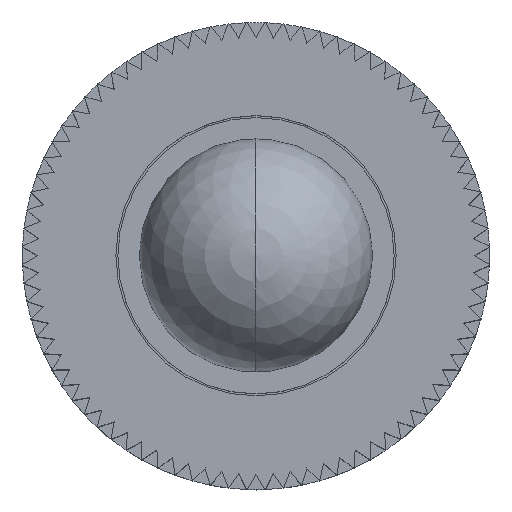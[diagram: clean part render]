
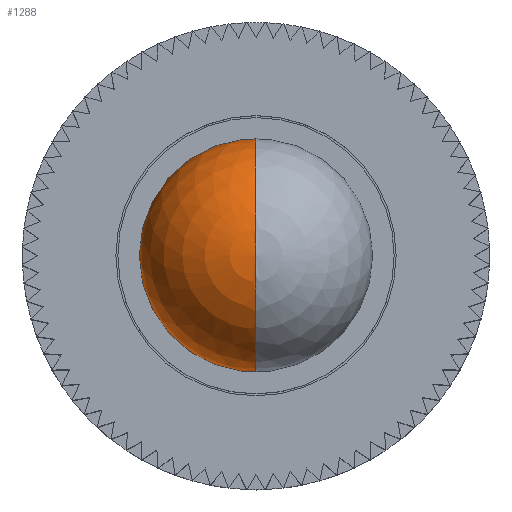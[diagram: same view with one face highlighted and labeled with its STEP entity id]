
A CAD part, top view. The second image highlights one B-rep face of the part: STEP entity #1288.
In plain terms, the highlighted spherical face has radius 1.5 mm.
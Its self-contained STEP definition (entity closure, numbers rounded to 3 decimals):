
#1288=ADVANCED_FACE('',(#2586),#2587,.T.);
#2586=FACE_OUTER_BOUND('',#3895,.T.);
#2587=SPHERICAL_SURFACE('',#3896,1.5);
#3895=EDGE_LOOP('',(#7689,#7690,#7691));
#3896=AXIS2_PLACEMENT_3D('',#7692,#7693,#7694);
#7689=ORIENTED_EDGE('',*,*,#8071,.F.);
#7690=ORIENTED_EDGE('',*,*,#8073,.F.);
#7691=ORIENTED_EDGE('',*,*,#9381,.F.);
#7692=CARTESIAN_POINT('',(0.,0.,2.5));
#7693=DIRECTION('',(0.0,0.0,-1.0));
#7694=DIRECTION('',(0.,-1.0,0.0));
#8071=EDGE_CURVE('',#9748,#9749,#9750,.T.);
#8073=EDGE_CURVE('',#9751,#9748,#9753,.T.);
#9381=EDGE_CURVE('',#9749,#9751,#11585,.T.);
#9748=VERTEX_POINT('',#12072);
#9749=VERTEX_POINT('',#12073);
#9750=CIRCLE('',#12074,1.5);
#9751=VERTEX_POINT('',#12075);
#9753=CIRCLE('',#12077,1.5);
#11585=CIRCLE('',#14603,1.452);
#12072=CARTESIAN_POINT('',(0.,0.,4.));
#12073=CARTESIAN_POINT('',(0.,-1.452,2.123));
#12074=AXIS2_PLACEMENT_3D('',#14848,#14849,#14850);
#12075=CARTESIAN_POINT('',(0.,1.452,2.123));
#12077=AXIS2_PLACEMENT_3D('',#14854,#14855,#14856);
#14603=AXIS2_PLACEMENT_3D('',#16280,#16281,#16282);
#14848=CARTESIAN_POINT('',(0.,0.,2.5));
#14849=DIRECTION('',(1.0,0.,-0.0));
#14850=DIRECTION('',(0.0,0.0,1.0));
#14854=CARTESIAN_POINT('',(0.,0.,2.5));
#14855=DIRECTION('',(1.0,0.,-0.0));
#14856=DIRECTION('',(0.0,0.0,1.0));
#16280=CARTESIAN_POINT('',(0.,0.,2.123));
#16281=DIRECTION('',(0.0,0.0,-1.0));
#16282=DIRECTION('',(0.,1.0,0.0));
